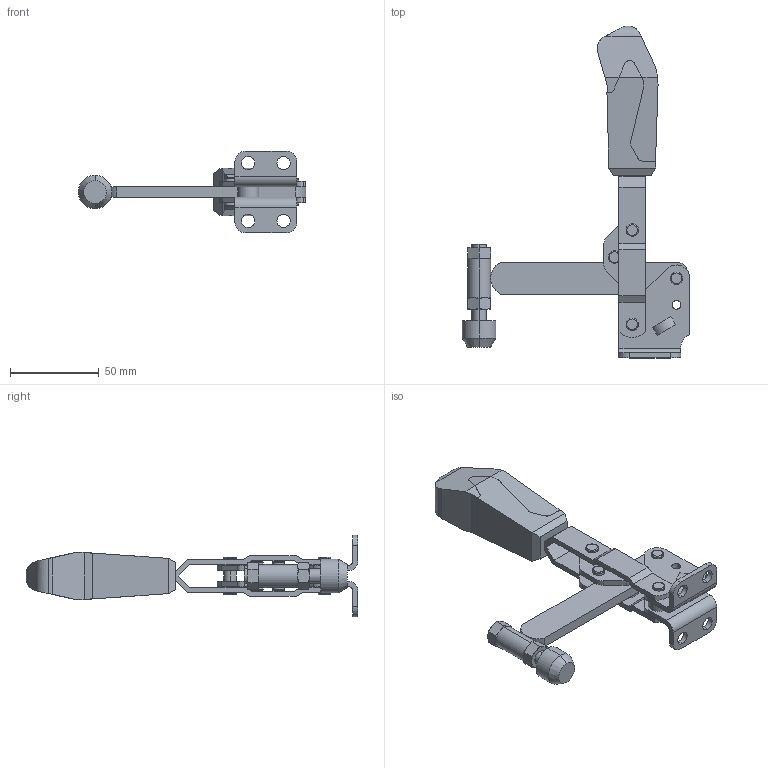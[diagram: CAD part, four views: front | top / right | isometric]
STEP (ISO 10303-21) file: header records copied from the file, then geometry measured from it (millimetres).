
FILE_DESCRIPTION(('STEP AP214'),'1');
FILE_NAME('HALDERN_EH_23330_0204.stp','2020-02-17T07:50:17',('TraceParts'),('TraceParts S.A.'),'Spatial InterOp 3D',' ',' ');
FILE_SCHEMA(('AUTOMOTIVE_DESIGN { 1 0 10303 214 1 1 1 1 }'));
Length unit declared in the file: millimetre
Products named in the file (1): HALDERN_EH_23330_0204_1
Bounding box: 128.5 x 187.5 x 46 mm (x, y, z)
Volume: 98601.1 mm3; surface area: 40919.7 mm2
Topology: 7 solids, 8 shells, 335 faces, 820 edges, 522 vertices
Faces by surface type: plane 140, cylinder 127, cone 48, torus 20
Entity records: 12981 total; most frequent: CARTESIAN_POINT 2214, DIRECTION 1710, ORIENTED_EDGE 1640, EDGE_CURVE 820, AXIS2_PLACEMENT_3D 642, VERTEX_POINT 522, LINE 426, VECTOR 426
